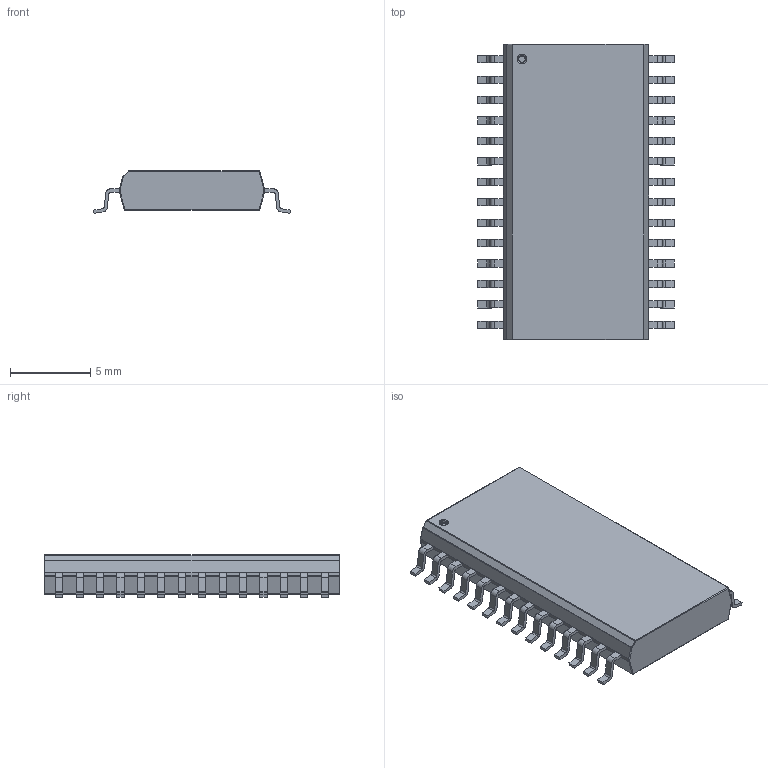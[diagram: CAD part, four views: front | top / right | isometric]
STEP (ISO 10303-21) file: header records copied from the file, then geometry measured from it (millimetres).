
FILE_DESCRIPTION(('FreeCAD Model'),'2;1');
FILE_NAME('Open CASCADE Shape Model','2022-11-09T08:43:55',(''),(''), 'Open CASCADE STEP processor 7.6','FreeCAD','Unknown');
FILE_SCHEMA(('AUTOMOTIVE_DESIGN { 1 0 10303 214 1 1 1 1 }'));
Length unit declared in the file: millimetre
Products named in the file (1): SOIC28X
Bounding box: 12.23 x 18.39 x 2.64 mm (x, y, z)
Volume: 397.9 mm3; surface area: 539.7 mm2
Topology: 29 solids, 29 shells, 452 faces, 1141 edges, 730 vertices
Faces by surface type: plane 292, cylinder 140, sphere 18, torus 2
Full cylindrical faces by diameter (mm): 0.5 x1
Entity records: 30217 total; most frequent: CARTESIAN_POINT 5306, DIRECTION 4370, LINE 2783, VECTOR 2783, ORIENTED_EDGE 2246, PCURVE 2246, DEFINITIONAL_REPRESENTATION 2246, EDGE_CURVE 1123
